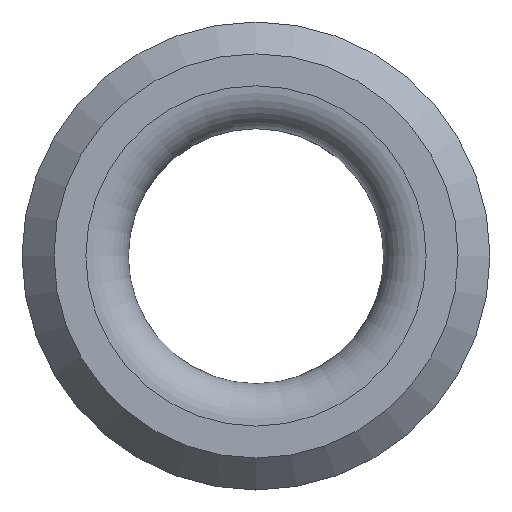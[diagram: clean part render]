
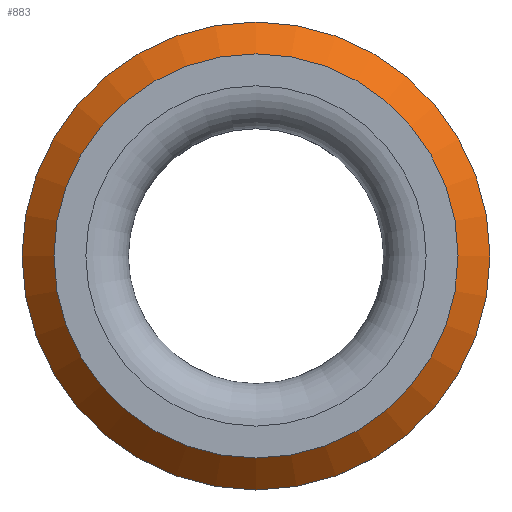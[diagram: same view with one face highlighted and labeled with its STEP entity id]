
A CAD part, top view. The second image highlights one B-rep face of the part: STEP entity #883.
In plain terms, the highlighted conical face has half-angle 45 degrees and reference radius 9.5 mm.
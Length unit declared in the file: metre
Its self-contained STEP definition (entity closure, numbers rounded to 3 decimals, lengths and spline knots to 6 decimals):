
#20=CONICAL_SURFACE('',#946,0.0095,0.785);
#98=CIRCLE('',#939,0.011);
#100=CIRCLE('',#942,0.0095);
#357=ORIENTED_EDGE('',*,*,#580,.F.);
#358=ORIENTED_EDGE('',*,*,#582,.F.);
#580=EDGE_CURVE('',#681,#681,#98,.F.);
#582=EDGE_CURVE('',#683,#683,#100,.T.);
#681=VERTEX_POINT('',#5967);
#683=VERTEX_POINT('',#5972);
#760=EDGE_LOOP('',(#357));
#761=EDGE_LOOP('',(#358));
#817=FACE_BOUND('',#760,.T.);
#818=FACE_BOUND('',#761,.T.);
#883=ADVANCED_FACE('',(#817,#818),#20,.T.);
#939=AXIS2_PLACEMENT_3D('',#5966,#1058,#1059);
#942=AXIS2_PLACEMENT_3D('',#5971,#1064,#1065);
#946=AXIS2_PLACEMENT_3D('',#5977,#1072,#1073);
#1058=DIRECTION('',(0.,0.,1.));
#1059=DIRECTION('',(1.,0.,0.));
#1064=DIRECTION('',(0.,0.,1.));
#1065=DIRECTION('',(1.,0.,0.));
#1072=DIRECTION('',(0.,0.,-1.));
#1073=DIRECTION('',(-1.,0.,0.));
#5966=CARTESIAN_POINT('',(0.,0.,0.0135));
#5967=CARTESIAN_POINT('',(0.011,0.,0.0135));
#5971=CARTESIAN_POINT('',(0.,0.,0.015));
#5972=CARTESIAN_POINT('',(0.0095,0.,0.015));
#5977=CARTESIAN_POINT('',(0.,0.,0.015));
